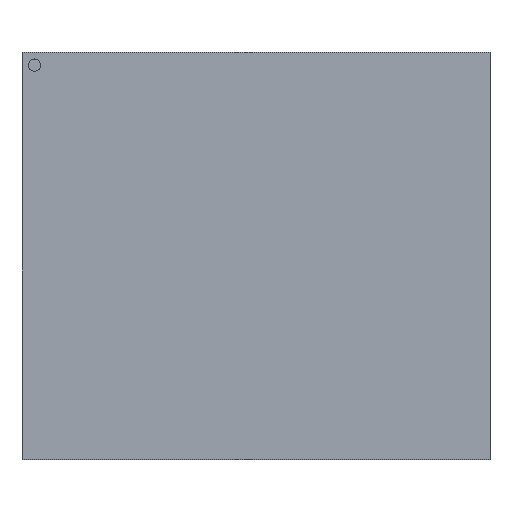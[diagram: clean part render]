
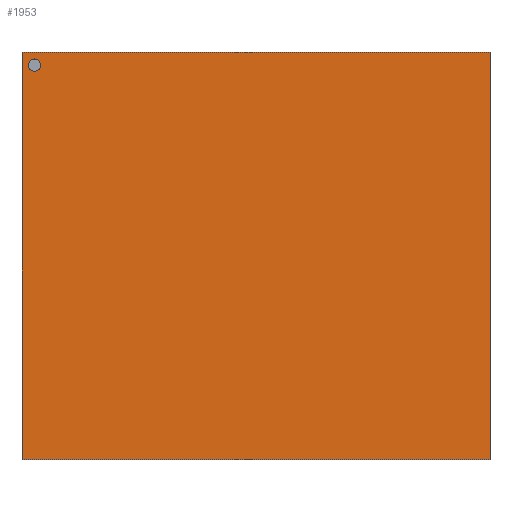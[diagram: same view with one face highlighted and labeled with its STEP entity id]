
A CAD part, top view. The second image highlights one B-rep face of the part: STEP entity #1953.
In plain terms, the highlighted planar face has unit normal (0, 0, 1).
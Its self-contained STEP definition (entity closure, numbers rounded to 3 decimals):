
#741 = VERTEX_POINT('',#742);
#742 = CARTESIAN_POINT('',(-5.75,5.,1.2));
#750 = VERTEX_POINT('',#751);
#751 = CARTESIAN_POINT('',(5.75,5.,1.2));
#757 = EDGE_CURVE('',#741,#750,#758,.T.);
#758 = LINE('',#759,#760);
#759 = CARTESIAN_POINT('',(-5.75,5.,1.2));
#760 = VECTOR('',#761,1.);
#761 = DIRECTION('',(1.,0.,0.));
#773 = EDGE_CURVE('',#750,#774,#776,.T.);
#774 = VERTEX_POINT('',#775);
#775 = CARTESIAN_POINT('',(5.75,-5.,1.2));
#776 = LINE('',#777,#778);
#777 = CARTESIAN_POINT('',(5.75,5.,1.2));
#778 = VECTOR('',#779,1.);
#779 = DIRECTION('',(0.,-1.,0.));
#797 = EDGE_CURVE('',#741,#798,#800,.T.);
#798 = VERTEX_POINT('',#799);
#799 = CARTESIAN_POINT('',(-5.75,-5.,1.2));
#800 = LINE('',#801,#802);
#801 = CARTESIAN_POINT('',(-5.75,5.,1.2));
#802 = VECTOR('',#803,1.);
#803 = DIRECTION('',(0.,-1.,0.));
#822 = EDGE_CURVE('',#798,#774,#823,.T.);
#823 = LINE('',#824,#825);
#824 = CARTESIAN_POINT('',(-5.75,-5.,1.2));
#825 = VECTOR('',#826,1.);
#826 = DIRECTION('',(1.,0.,0.));
#1953 = ADVANCED_FACE('',(#1954,#1960),#1971,.T.);
#1954 = FACE_BOUND('',#1955,.T.);
#1955 = EDGE_LOOP('',(#1956,#1957,#1958,#1959));
#1956 = ORIENTED_EDGE('',*,*,#757,.F.);
#1957 = ORIENTED_EDGE('',*,*,#797,.T.);
#1958 = ORIENTED_EDGE('',*,*,#822,.T.);
#1959 = ORIENTED_EDGE('',*,*,#773,.F.);
#1960 = FACE_BOUND('',#1961,.T.);
#1961 = EDGE_LOOP('',(#1962));
#1962 = ORIENTED_EDGE('',*,*,#1963,.T.);
#1963 = EDGE_CURVE('',#1964,#1964,#1966,.T.);
#1964 = VERTEX_POINT('',#1965);
#1965 = CARTESIAN_POINT('',(-5.44,4.54,1.2));
#1966 = CIRCLE('',#1967,0.15);
#1967 = AXIS2_PLACEMENT_3D('',#1968,#1969,#1970);
#1968 = CARTESIAN_POINT('',(-5.44,4.69,1.2));
#1969 = DIRECTION('',(-0.,0.,-1.));
#1970 = DIRECTION('',(0.,-1.,0.));
#1971 = PLANE('',#1972);
#1972 = AXIS2_PLACEMENT_3D('',#1973,#1974,#1975);
#1973 = CARTESIAN_POINT('',(-5.75,5.,1.2));
#1974 = DIRECTION('',(0.,0.,1.));
#1975 = DIRECTION('',(0.,-1.,0.));
